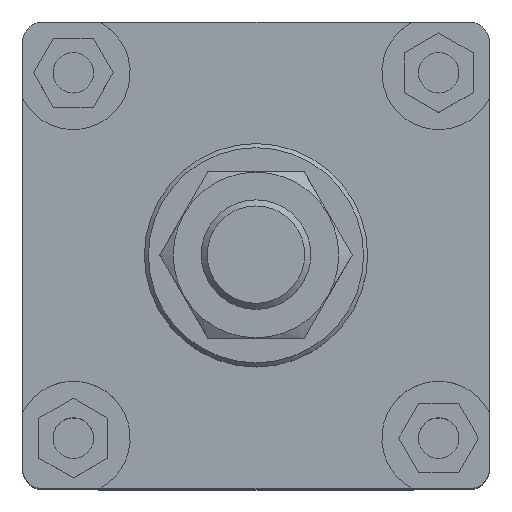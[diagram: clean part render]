
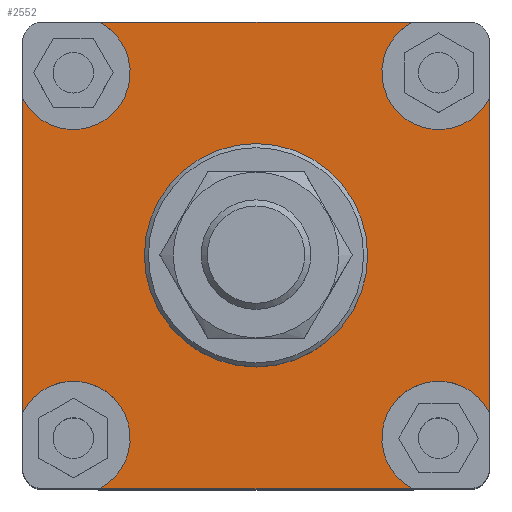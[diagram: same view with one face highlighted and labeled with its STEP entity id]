
A CAD part, top view. The second image highlights one B-rep face of the part: STEP entity #2552.
In plain terms, the highlighted face is planar.
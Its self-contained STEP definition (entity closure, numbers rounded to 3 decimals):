
#117=LINE('',#3921,#339);
#146=LINE('',#3997,#368);
#147=LINE('',#3998,#369);
#148=LINE('',#3999,#370);
#339=VECTOR('',#3157,77.39);
#368=VECTOR('',#3230,77.39);
#369=VECTOR('',#3231,77.39);
#370=VECTOR('',#3232,77.39);
#552=FACE_BOUND('',#881,.T.);
#713=FACE_OUTER_BOUND('',#880,.T.);
#880=EDGE_LOOP('',(#1939,#1940,#1941,#1942,#1943,#1944,#1945,#1946));
#881=EDGE_LOOP('',(#1947));
#1057=CIRCLE('',#2718,14.);
#1060=CIRCLE('',#2729,14.);
#1063=CIRCLE('',#2740,14.);
#1072=CIRCLE('',#2764,14.);
#1074=CIRCLE('',#2768,27.5);
#1166=VERTEX_POINT('',#3800);
#1167=VERTEX_POINT('',#3802);
#1184=VERTEX_POINT('',#3851);
#1185=VERTEX_POINT('',#3853);
#1202=VERTEX_POINT('',#3902);
#1203=VERTEX_POINT('',#3904);
#1208=VERTEX_POINT('',#3920);
#1232=VERTEX_POINT('',#3989);
#1234=VERTEX_POINT('',#4000);
#1416=EDGE_CURVE('',#1167,#1166,#1057,.T.);
#1441=EDGE_CURVE('',#1185,#1184,#1060,.T.);
#1466=EDGE_CURVE('',#1203,#1202,#1063,.T.);
#1474=EDGE_CURVE('',#1167,#1208,#117,.T.);
#1507=EDGE_CURVE('',#1232,#1208,#1072,.T.);
#1511=EDGE_CURVE('',#1185,#1166,#146,.T.);
#1512=EDGE_CURVE('',#1203,#1184,#147,.T.);
#1513=EDGE_CURVE('',#1232,#1202,#148,.T.);
#1514=EDGE_CURVE('',#1234,#1234,#1074,.T.);
#1939=ORIENTED_EDGE('',*,*,#1416,.T.);
#1940=ORIENTED_EDGE('',*,*,#1511,.F.);
#1941=ORIENTED_EDGE('',*,*,#1441,.T.);
#1942=ORIENTED_EDGE('',*,*,#1512,.F.);
#1943=ORIENTED_EDGE('',*,*,#1466,.T.);
#1944=ORIENTED_EDGE('',*,*,#1513,.F.);
#1945=ORIENTED_EDGE('',*,*,#1507,.T.);
#1946=ORIENTED_EDGE('',*,*,#1474,.F.);
#1947=ORIENTED_EDGE('',*,*,#1514,.T.);
#2431=PLANE('',#2767);
#2552=ADVANCED_FACE('',(#713,#552),#2431,.F.);
#2718=AXIS2_PLACEMENT_3D('',#3803,#3052,#3053);
#2729=AXIS2_PLACEMENT_3D('',#3854,#3096,#3097);
#2740=AXIS2_PLACEMENT_3D('',#3905,#3140,#3141);
#2764=AXIS2_PLACEMENT_3D('',#3990,#3220,#3221);
#2767=AXIS2_PLACEMENT_3D('',#3996,#3228,#3229);
#2768=AXIS2_PLACEMENT_3D('',#4001,#3233,#3234);
#3052=DIRECTION('center_axis',(0.,0.,1.));
#3053=DIRECTION('ref_axis',(-0.45,-0.893,0.));
#3096=DIRECTION('center_axis',(0.,0.,1.));
#3097=DIRECTION('ref_axis',(-0.893,0.45,0.));
#3140=DIRECTION('center_axis',(0.,0.,1.));
#3141=DIRECTION('ref_axis',(0.45,0.893,0.));
#3157=DIRECTION('',(0.,1.,0.));
#3220=DIRECTION('center_axis',(0.,0.,1.));
#3221=DIRECTION('ref_axis',(0.893,-0.45,0.));
#3228=DIRECTION('center_axis',(0.,0.,1.));
#3229=DIRECTION('ref_axis',(1.,0.,0.));
#3230=DIRECTION('',(1.,0.,0.));
#3231=DIRECTION('',(0.,-1.,0.));
#3232=DIRECTION('',(-1.,0.,0.));
#3233=DIRECTION('center_axis',(0.,0.,1.));
#3234=DIRECTION('ref_axis',(1.,0.,0.));
#3800=CARTESIAN_POINT('',(38.695,-57.5,-35.));
#3802=CARTESIAN_POINT('',(57.5,-38.695,-35.));
#3803=CARTESIAN_POINT('Origin',(45.,-45.,-35.));
#3851=CARTESIAN_POINT('',(-57.5,-38.695,-35.));
#3853=CARTESIAN_POINT('',(-38.695,-57.5,-35.));
#3854=CARTESIAN_POINT('Origin',(-45.,-45.,-35.));
#3902=CARTESIAN_POINT('',(-38.695,57.5,-35.));
#3904=CARTESIAN_POINT('',(-57.5,38.695,-35.));
#3905=CARTESIAN_POINT('Origin',(-45.,45.,-35.));
#3920=CARTESIAN_POINT('',(57.5,38.695,-35.));
#3921=CARTESIAN_POINT('',(57.5,52.5,-35.));
#3989=CARTESIAN_POINT('',(38.695,57.5,-35.));
#3990=CARTESIAN_POINT('Origin',(45.,45.,-35.));
#3996=CARTESIAN_POINT('Origin',(0.,0.,-35.));
#3997=CARTESIAN_POINT('',(52.5,-57.5,-35.));
#3998=CARTESIAN_POINT('',(-57.5,-52.5,-35.));
#3999=CARTESIAN_POINT('',(-52.5,57.5,-35.));
#4000=CARTESIAN_POINT('',(-27.5,0.,-35.));
#4001=CARTESIAN_POINT('Origin',(0.,0.,-35.));
